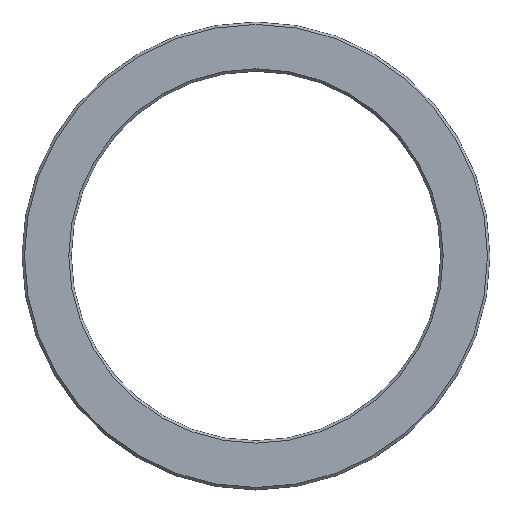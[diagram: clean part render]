
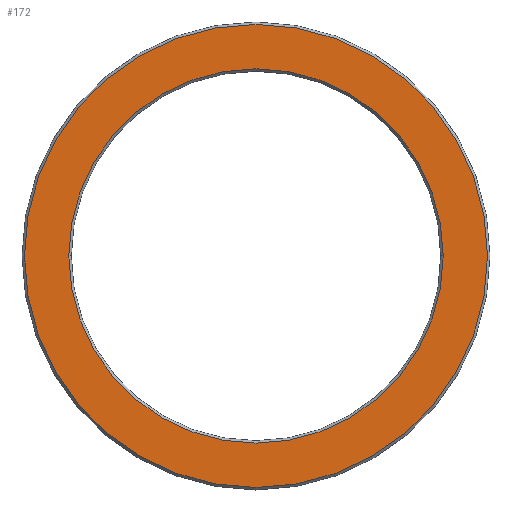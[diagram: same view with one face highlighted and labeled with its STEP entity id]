
A CAD part, top view. The second image highlights one B-rep face of the part: STEP entity #172.
In plain terms, the highlighted planar face has unit normal (0, 0, 1).
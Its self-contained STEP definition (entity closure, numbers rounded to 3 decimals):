
#2 = DIRECTION ( 'NONE',  ( 0., 0., -1. ) ) ;
#30 = EDGE_CURVE ( 'NONE', #329, #315, #131, .T. ) ;
#37 = VERTEX_POINT ( 'NONE', #55 ) ;
#44 = DIRECTION ( 'NONE',  ( 1., 0., 0. ) ) ;
#48 = AXIS2_PLACEMENT_3D ( 'NONE', #134, #2, #44 ) ;
#55 = CARTESIAN_POINT ( 'NONE',  ( -7.6, 0., 1.5 ) ) ;
#75 = DIRECTION ( 'NONE',  ( 1., 0., 0. ) ) ;
#100 = CIRCLE ( 'NONE', #358, 9.4 ) ;
#113 = EDGE_LOOP ( 'NONE', ( #280, #446 ) ) ;
#121 = DIRECTION ( 'NONE',  ( 1., 0., 0. ) ) ;
#131 = CIRCLE ( 'NONE', #336, 9.4 ) ;
#134 = CARTESIAN_POINT ( 'NONE',  ( 0., 0., 1.5 ) ) ;
#141 = CARTESIAN_POINT ( 'NONE',  ( -9.4, 0., 1.5 ) ) ;
#142 = EDGE_LOOP ( 'NONE', ( #369, #208 ) ) ;
#148 = CARTESIAN_POINT ( 'NONE',  ( 0., 0., 1.5 ) ) ;
#172 = ADVANCED_FACE ( 'NONE', ( #330, #292 ), #226, .T. ) ;
#175 = VERTEX_POINT ( 'NONE', #340 ) ;
#202 = CIRCLE ( 'NONE', #245, 7.6 ) ;
#204 = DIRECTION ( 'NONE',  ( 1., 0., 0. ) ) ;
#208 = ORIENTED_EDGE ( 'NONE', *, *, #439, .T. ) ;
#226 = PLANE ( 'NONE',  #428 ) ;
#237 = CIRCLE ( 'NONE', #48, 7.6 ) ;
#245 = AXIS2_PLACEMENT_3D ( 'NONE', #349, #412, #75 ) ;
#253 = DIRECTION ( 'NONE',  ( 0., 0., 1. ) ) ;
#271 = DIRECTION ( 'NONE',  ( 0., 0., 1. ) ) ;
#280 = ORIENTED_EDGE ( 'NONE', *, *, #311, .T. ) ;
#292 = FACE_BOUND ( 'NONE', #142, .T. ) ;
#307 = EDGE_CURVE ( 'NONE', #175, #37, #237, .T. ) ;
#311 = EDGE_CURVE ( 'NONE', #315, #329, #100, .T. ) ;
#315 = VERTEX_POINT ( 'NONE', #141 ) ;
#329 = VERTEX_POINT ( 'NONE', #409 ) ;
#330 = FACE_OUTER_BOUND ( 'NONE', #113, .T. ) ;
#336 = AXIS2_PLACEMENT_3D ( 'NONE', #148, #429, #121 ) ;
#340 = CARTESIAN_POINT ( 'NONE',  ( 7.6, 0., 1.5 ) ) ;
#349 = CARTESIAN_POINT ( 'NONE',  ( 0., 0., 1.5 ) ) ;
#358 = AXIS2_PLACEMENT_3D ( 'NONE', #418, #271, #204 ) ;
#369 = ORIENTED_EDGE ( 'NONE', *, *, #307, .T. ) ;
#388 = DIRECTION ( 'NONE',  ( 1., 0., 0. ) ) ;
#394 = CARTESIAN_POINT ( 'NONE',  ( 0., 0., 1.5 ) ) ;
#409 = CARTESIAN_POINT ( 'NONE',  ( 9.4, 0., 1.5 ) ) ;
#412 = DIRECTION ( 'NONE',  ( 0., 0., -1. ) ) ;
#418 = CARTESIAN_POINT ( 'NONE',  ( 0., 0., 1.5 ) ) ;
#428 = AXIS2_PLACEMENT_3D ( 'NONE', #394, #253, #388 ) ;
#429 = DIRECTION ( 'NONE',  ( 0., 0., 1. ) ) ;
#439 = EDGE_CURVE ( 'NONE', #37, #175, #202, .T. ) ;
#446 = ORIENTED_EDGE ( 'NONE', *, *, #30, .T. ) ;
